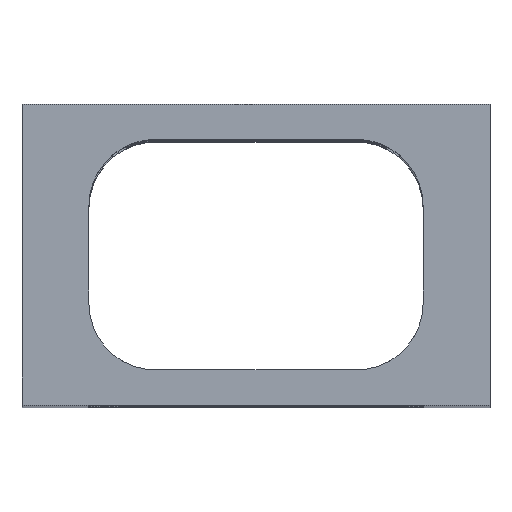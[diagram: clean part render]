
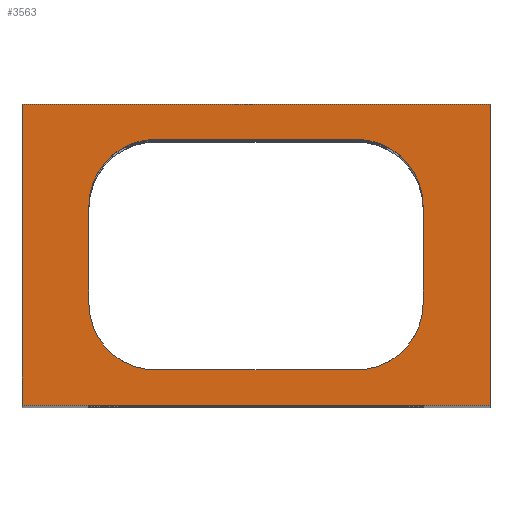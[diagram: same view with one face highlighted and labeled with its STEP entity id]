
A CAD part, top view. The second image highlights one B-rep face of the part: STEP entity #3563.
In plain terms, the highlighted planar face has unit normal (0, 0, 1).
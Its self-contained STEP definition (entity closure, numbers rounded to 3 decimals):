
#89=FACE_BOUND('',#642,.T.);
#175=PLANE('',#3825);
#180=CIRCLE('',#3585,4.);
#183=CIRCLE('',#3592,4.);
#190=CIRCLE('',#3608,4.);
#192=CIRCLE('',#3615,4.);
#447=FACE_OUTER_BOUND('',#641,.T.);
#641=EDGE_LOOP('',(#3197,#3198,#3199,#3200));
#642=EDGE_LOOP('',(#3201,#3202,#3203,#3204,#3205,#3206,#3207,#3208));
#783=LINE('',#4767,#1095);
#785=LINE('',#4772,#1097);
#917=LINE('',#5749,#1229);
#1057=LINE('',#7484,#1369);
#1069=LINE('',#7602,#1381);
#1074=LINE('',#7702,#1386);
#1075=LINE('',#7704,#1387);
#1076=LINE('',#7705,#1388);
#1095=VECTOR('',#3887,10.);
#1097=VECTOR('',#3891,10.);
#1229=VECTOR('',#4175,10.);
#1369=VECTOR('',#4579,10.);
#1381=VECTOR('',#4619,10.);
#1386=VECTOR('',#4628,10.);
#1387=VECTOR('',#4629,10.);
#1388=VECTOR('',#4630,10.);
#1413=VERTEX_POINT('',#4667);
#1414=VERTEX_POINT('',#4669);
#1425=VERTEX_POINT('',#4717);
#1426=VERTEX_POINT('',#4719);
#1439=VERTEX_POINT('',#4765);
#1441=VERTEX_POINT('',#4771);
#1449=VERTEX_POINT('',#4811);
#1457=VERTEX_POINT('',#4841);
#1745=VERTEX_POINT('',#7481);
#1746=VERTEX_POINT('',#7483);
#1757=VERTEX_POINT('',#7701);
#1758=VERTEX_POINT('',#7703);
#1765=EDGE_CURVE('',#1414,#1413,#180,.T.);
#1777=EDGE_CURVE('',#1426,#1425,#183,.T.);
#1793=EDGE_CURVE('',#1413,#1439,#783,.T.);
#1795=EDGE_CURVE('',#1441,#1426,#785,.T.);
#1807=EDGE_CURVE('',#1439,#1449,#190,.T.);
#1815=EDGE_CURVE('',#1457,#1441,#192,.T.);
#2016=EDGE_CURVE('',#1449,#1457,#917,.T.);
#2254=EDGE_CURVE('',#1746,#1745,#1057,.T.);
#2274=EDGE_CURVE('',#1425,#1414,#1069,.T.);
#2282=EDGE_CURVE('',#1757,#1745,#1074,.T.);
#2283=EDGE_CURVE('',#1758,#1757,#1075,.T.);
#2284=EDGE_CURVE('',#1746,#1758,#1076,.T.);
#3197=ORIENTED_EDGE('',*,*,#2282,.F.);
#3198=ORIENTED_EDGE('',*,*,#2283,.F.);
#3199=ORIENTED_EDGE('',*,*,#2284,.F.);
#3200=ORIENTED_EDGE('',*,*,#2254,.T.);
#3201=ORIENTED_EDGE('',*,*,#1793,.T.);
#3202=ORIENTED_EDGE('',*,*,#1807,.T.);
#3203=ORIENTED_EDGE('',*,*,#2016,.T.);
#3204=ORIENTED_EDGE('',*,*,#1815,.T.);
#3205=ORIENTED_EDGE('',*,*,#1795,.T.);
#3206=ORIENTED_EDGE('',*,*,#1777,.T.);
#3207=ORIENTED_EDGE('',*,*,#2274,.T.);
#3208=ORIENTED_EDGE('',*,*,#1765,.T.);
#3563=ADVANCED_FACE('',(#447,#89),#175,.T.);
#3585=AXIS2_PLACEMENT_3D('',#4670,#3841,#3842);
#3592=AXIS2_PLACEMENT_3D('',#4720,#3860,#3861);
#3608=AXIS2_PLACEMENT_3D('',#4813,#3910,#3911);
#3615=AXIS2_PLACEMENT_3D('',#4842,#3926,#3927);
#3825=AXIS2_PLACEMENT_3D('',#7700,#4626,#4627);
#3841=DIRECTION('center_axis',(0.,0.,-1.));
#3842=DIRECTION('ref_axis',(-1.,0.,0.));
#3860=DIRECTION('center_axis',(0.,0.,-1.));
#3861=DIRECTION('ref_axis',(-1.,0.,0.));
#3887=DIRECTION('',(-1.,0.,0.));
#3891=DIRECTION('',(1.,0.,0.));
#3910=DIRECTION('center_axis',(0.,0.,-1.));
#3911=DIRECTION('ref_axis',(-1.,0.,0.));
#3926=DIRECTION('center_axis',(0.,0.,-1.));
#3927=DIRECTION('ref_axis',(-1.,0.,0.));
#4175=DIRECTION('',(0.,1.,0.));
#4579=DIRECTION('',(0.,1.,0.));
#4619=DIRECTION('',(0.,-1.,0.));
#4626=DIRECTION('center_axis',(0.,0.,1.));
#4627=DIRECTION('ref_axis',(1.,0.,0.));
#4628=DIRECTION('',(1.,0.,0.));
#4629=DIRECTION('',(0.,1.,0.));
#4630=DIRECTION('',(-1.,0.,0.));
#4667=CARTESIAN_POINT('',(21.1,-136.9,45.75));
#4669=CARTESIAN_POINT('',(25.1,-132.9,45.75));
#4670=CARTESIAN_POINT('Origin',(21.1,-132.9,45.75));
#4717=CARTESIAN_POINT('',(25.1,-127.1,45.75));
#4719=CARTESIAN_POINT('',(21.1,-123.1,45.75));
#4720=CARTESIAN_POINT('Origin',(21.1,-127.1,45.75));
#4765=CARTESIAN_POINT('',(9.1,-136.9,45.75));
#4767=CARTESIAN_POINT('',(11.1,-136.9,45.75));
#4771=CARTESIAN_POINT('',(9.1,-123.1,45.75));
#4772=CARTESIAN_POINT('',(5.1,-123.1,45.75));
#4811=CARTESIAN_POINT('',(5.1,-132.9,45.75));
#4813=CARTESIAN_POINT('Origin',(9.1,-132.9,45.75));
#4841=CARTESIAN_POINT('',(5.1,-127.1,45.75));
#4842=CARTESIAN_POINT('Origin',(9.1,-127.1,45.75));
#5749=CARTESIAN_POINT('',(5.1,-135.95,45.75));
#7481=CARTESIAN_POINT('',(29.1,-121.,45.75));
#7483=CARTESIAN_POINT('',(29.1,-139.,45.75));
#7484=CARTESIAN_POINT('',(29.1,-139.,45.75));
#7602=CARTESIAN_POINT('',(25.1,-133.05,45.75));
#7700=CARTESIAN_POINT('Origin',(1.1,-139.,45.75));
#7701=CARTESIAN_POINT('',(1.1,-121.,45.75));
#7702=CARTESIAN_POINT('',(8.1,-121.,45.75));
#7703=CARTESIAN_POINT('',(1.1,-139.,45.75));
#7704=CARTESIAN_POINT('',(1.1,-139.,45.75));
#7705=CARTESIAN_POINT('',(29.1,-139.,45.75));
